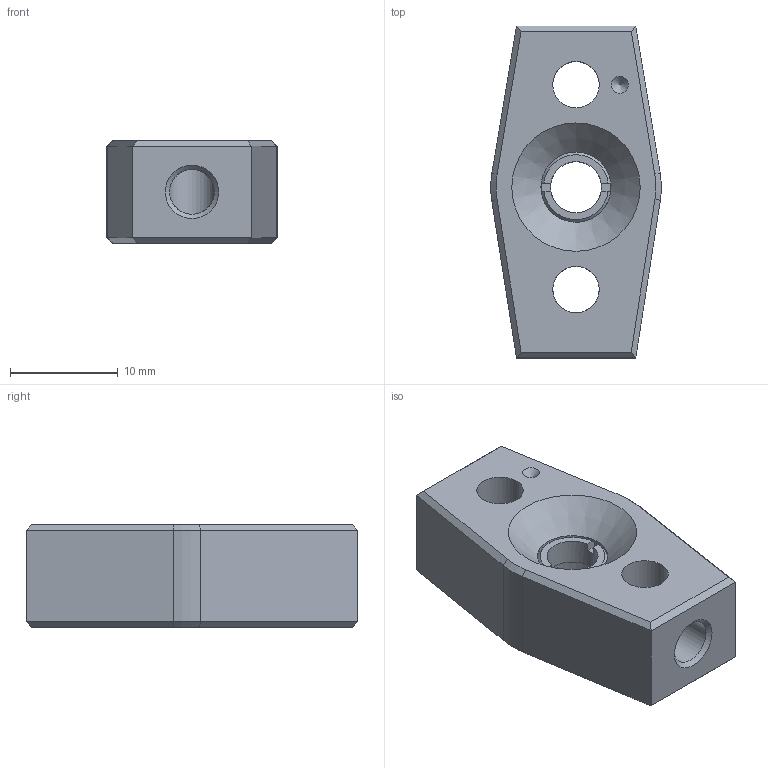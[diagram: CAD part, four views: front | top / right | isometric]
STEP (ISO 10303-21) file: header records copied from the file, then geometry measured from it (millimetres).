
FILE_DESCRIPTION((''),'2;1');
FILE_NAME('foh-.25.stp','2013-03-14T09:34:05',('JC'),(''),'Autodesk Inventor 11','Autodesk Inventor 11','');
FILE_SCHEMA(('AUTOMOTIVE_DESIGN { 1 0 10303 214 1 1 1 1 }'));
Length unit declared in the file: inch
Products named in the file (1): foh-.251
Bounding box: 15.86 x 30.86 x 9.53 mm (x, y, z)
Volume: 3216 mm3; surface area: 2009.8 mm2
Topology: 1 solids, 1 shells, 52 faces, 127 edges, 79 vertices
Faces by surface type: plane 30, cone 12, cylinder 10
Full cylindrical faces by diameter (mm): 4.001 x1, 4.166 x1, 4.318 x2, 4.75 x2, 6.541 x2
Entity records: 1537 total; most frequent: CARTESIAN_POINT 351, DIRECTION 242, ORIENTED_EDGE 216, EDGE_CURVE 108, AXIS2_PLACEMENT_3D 89, EDGE_LOOP 78, VERTEX_POINT 74, VECTOR 64
